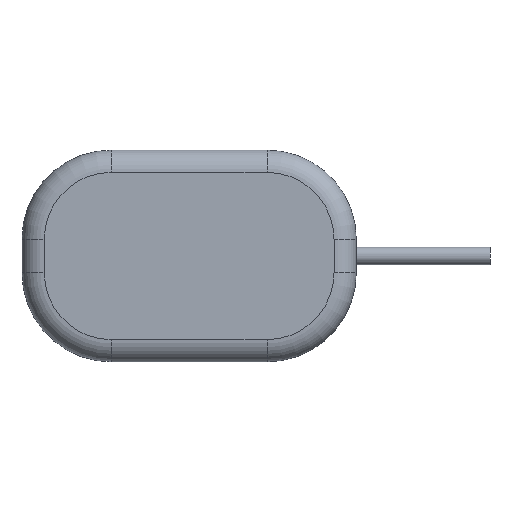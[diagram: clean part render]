
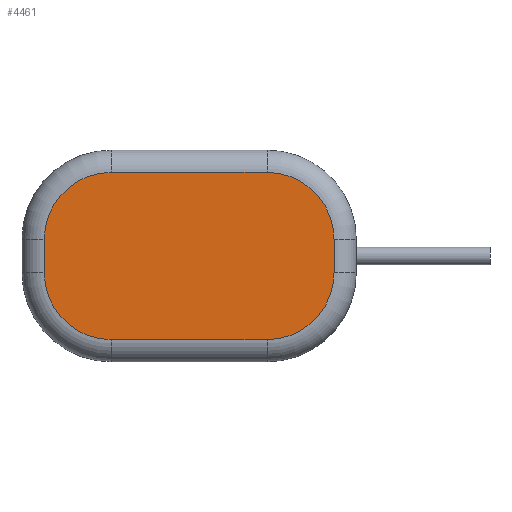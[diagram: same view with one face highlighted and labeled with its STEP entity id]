
A CAD part, left-side view. The second image highlights one B-rep face of the part: STEP entity #4461.
In plain terms, the highlighted planar face has unit normal (-1, 0, 0).
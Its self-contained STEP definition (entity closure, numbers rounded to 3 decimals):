
#240 = CARTESIAN_POINT ( 'NONE',  ( -9., 3.5, 3.75 ) ) ;
#471 = VECTOR ( 'NONE', #5791, 1000. ) ;
#639 = CIRCLE ( 'NONE', #6660, 3. ) ;
#669 = PLANE ( 'NONE',  #3915 ) ;
#715 = CARTESIAN_POINT ( 'NONE',  ( -9., -3.5, 3.75 ) ) ;
#735 = DIRECTION ( 'NONE',  ( 0., 0., 1. ) ) ;
#873 = LINE ( 'NONE', #8746, #6751 ) ;
#937 = DIRECTION ( 'NONE',  ( 0., 0., 1. ) ) ;
#1349 = CARTESIAN_POINT ( 'NONE',  ( -9., -6.5, 0.75 ) ) ;
#1370 = ORIENTED_EDGE ( 'NONE', *, *, #4204, .T. ) ;
#1476 = CARTESIAN_POINT ( 'NONE',  ( -9., 6.5, -0.75 ) ) ;
#1572 = CARTESIAN_POINT ( 'NONE',  ( -9., 3.5, 0.75 ) ) ;
#1583 = DIRECTION ( 'NONE',  ( -1., 0., 0. ) ) ;
#1684 = EDGE_CURVE ( 'NONE', #7616, #8339, #5010, .T. ) ;
#1847 = ORIENTED_EDGE ( 'NONE', *, *, #7566, .T. ) ;
#1882 = EDGE_CURVE ( 'NONE', #2496, #8535, #4406, .T. ) ;
#2088 = CIRCLE ( 'NONE', #3003, 3. ) ;
#2308 = VECTOR ( 'NONE', #7095, 1000. ) ;
#2366 = DIRECTION ( 'NONE',  ( -1., 0., 0. ) ) ;
#2496 = VERTEX_POINT ( 'NONE', #3004 ) ;
#2719 = CARTESIAN_POINT ( 'NONE',  ( -9., -3.5, -0.75 ) ) ;
#2855 = DIRECTION ( 'NONE',  ( 0., 0., 1. ) ) ;
#2883 = ORIENTED_EDGE ( 'NONE', *, *, #3376, .T. ) ;
#2917 = DIRECTION ( 'NONE',  ( 0., 0., 1. ) ) ;
#2924 = EDGE_CURVE ( 'NONE', #8339, #5558, #639, .T. ) ;
#3003 = AXIS2_PLACEMENT_3D ( 'NONE', #1572, #3853, #5198 ) ;
#3004 = CARTESIAN_POINT ( 'NONE',  ( -9., -3.5, -3.75 ) ) ;
#3055 = AXIS2_PLACEMENT_3D ( 'NONE', #7153, #6387, #2917 ) ;
#3376 = EDGE_CURVE ( 'NONE', #8482, #7616, #2088, .T. ) ;
#3466 = ORIENTED_EDGE ( 'NONE', *, *, #5735, .T. ) ;
#3557 = DIRECTION ( 'NONE',  ( -1., 0., 0. ) ) ;
#3632 = VERTEX_POINT ( 'NONE', #715 ) ;
#3853 = DIRECTION ( 'NONE',  ( -1., 0., 0. ) ) ;
#3915 = AXIS2_PLACEMENT_3D ( 'NONE', #2719, #3557, #2855 ) ;
#4192 = CARTESIAN_POINT ( 'NONE',  ( -9., 6.5, -0.75 ) ) ;
#4204 = EDGE_CURVE ( 'NONE', #8535, #5901, #873, .T. ) ;
#4355 = FACE_OUTER_BOUND ( 'NONE', #5233, .T. ) ;
#4406 = CIRCLE ( 'NONE', #3055, 3. ) ;
#4461 = ADVANCED_FACE ( 'NONE', ( #4355 ), #669, .T. ) ;
#4767 = ORIENTED_EDGE ( 'NONE', *, *, #2924, .T. ) ;
#5010 = LINE ( 'NONE', #1476, #2308 ) ;
#5166 = DIRECTION ( 'NONE',  ( 0., 1., 0. ) ) ;
#5198 = DIRECTION ( 'NONE',  ( 0., 0., 1. ) ) ;
#5233 = EDGE_LOOP ( 'NONE', ( #4767, #1847, #8855, #1370, #8437, #3466, #2883, #8580 ) ) ;
#5322 = VECTOR ( 'NONE', #5166, 1000. ) ;
#5558 = VERTEX_POINT ( 'NONE', #6548 ) ;
#5735 = EDGE_CURVE ( 'NONE', #3632, #8482, #8947, .T. ) ;
#5791 = DIRECTION ( 'NONE',  ( 0., -1., 0. ) ) ;
#5901 = VERTEX_POINT ( 'NONE', #1349 ) ;
#6004 = DIRECTION ( 'NONE',  ( 0., 0., 1. ) ) ;
#6101 = CARTESIAN_POINT ( 'NONE',  ( -9., 3.5, 3.75 ) ) ;
#6387 = DIRECTION ( 'NONE',  ( -1., 0., 0. ) ) ;
#6548 = CARTESIAN_POINT ( 'NONE',  ( -9., 3.5, -3.75 ) ) ;
#6560 = LINE ( 'NONE', #9297, #471 ) ;
#6660 = AXIS2_PLACEMENT_3D ( 'NONE', #8119, #1583, #6004 ) ;
#6751 = VECTOR ( 'NONE', #735, 1000. ) ;
#7095 = DIRECTION ( 'NONE',  ( 0., 0., -1. ) ) ;
#7139 = CARTESIAN_POINT ( 'NONE',  ( -9., -6.5, -0.75 ) ) ;
#7153 = CARTESIAN_POINT ( 'NONE',  ( -9., -3.5, -0.75 ) ) ;
#7509 = CARTESIAN_POINT ( 'NONE',  ( -9., -3.5, 0.75 ) ) ;
#7566 = EDGE_CURVE ( 'NONE', #5558, #2496, #6560, .T. ) ;
#7616 = VERTEX_POINT ( 'NONE', #7869 ) ;
#7719 = AXIS2_PLACEMENT_3D ( 'NONE', #7509, #2366, #937 ) ;
#7869 = CARTESIAN_POINT ( 'NONE',  ( -9., 6.5, 0.75 ) ) ;
#8020 = CIRCLE ( 'NONE', #7719, 3. ) ;
#8103 = EDGE_CURVE ( 'NONE', #5901, #3632, #8020, .T. ) ;
#8119 = CARTESIAN_POINT ( 'NONE',  ( -9., 3.5, -0.75 ) ) ;
#8339 = VERTEX_POINT ( 'NONE', #4192 ) ;
#8437 = ORIENTED_EDGE ( 'NONE', *, *, #8103, .T. ) ;
#8482 = VERTEX_POINT ( 'NONE', #6101 ) ;
#8535 = VERTEX_POINT ( 'NONE', #7139 ) ;
#8580 = ORIENTED_EDGE ( 'NONE', *, *, #1684, .T. ) ;
#8746 = CARTESIAN_POINT ( 'NONE',  ( -9., -6.5, 0.75 ) ) ;
#8855 = ORIENTED_EDGE ( 'NONE', *, *, #1882, .T. ) ;
#8947 = LINE ( 'NONE', #240, #5322 ) ;
#9297 = CARTESIAN_POINT ( 'NONE',  ( -9., -3.5, -3.75 ) ) ;
